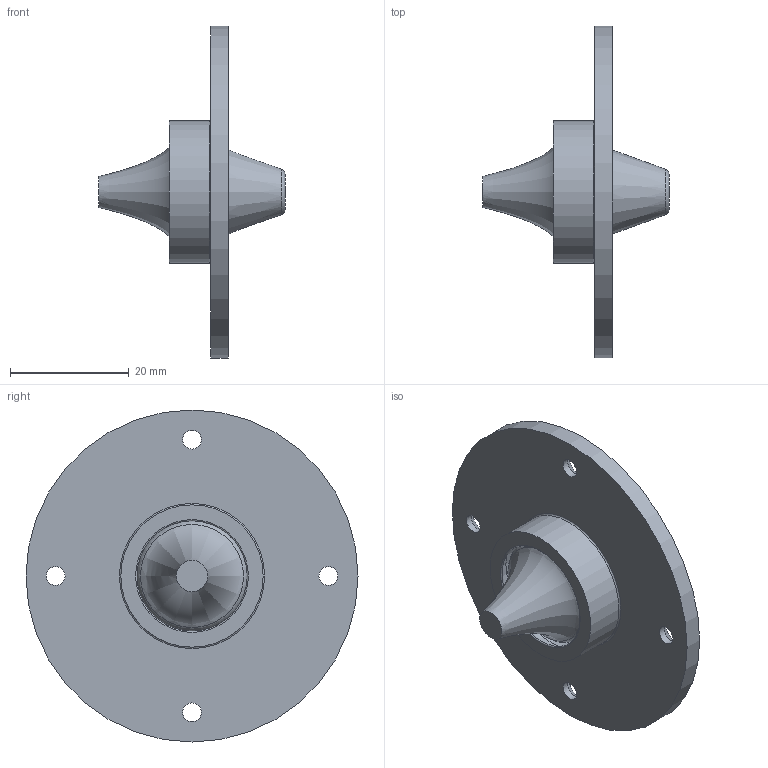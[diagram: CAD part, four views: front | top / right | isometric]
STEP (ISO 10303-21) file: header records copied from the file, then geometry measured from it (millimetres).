
FILE_DESCRIPTION(/* description */ (''),/* implementation_level */ '2;1');
FILE_NAME(/* name */ 'Aerospike.step',/* time_stamp */ '2021-12-10T11:08:30+01:00',/* author */ (''),/* organization */ (''),/* preprocessor_version */ 'ST-DEVELOPER v18.1',/* originating_system */ 'Autodesk Translation Framework v10.10.0.1391',/* authorisation */ '');
FILE_SCHEMA (('AUTOMOTIVE_DESIGN { 1 0 10303 214 3 1 1 }'));
Length unit declared in the file: millimetre
Products named in the file (3): Aerospike; Spike (1); Shroud (1)
Assembly tree (2 placements, depth 2):
  Aerospike
    Spike (1)
    Shroud (1)
Bounding box: 31.38 x 56 x 56 mm (x, y, z)
Volume: 10577.8 mm3; surface area: 7462.1 mm2
Topology: 1 solids, 1 shells, 38 faces, 131 edges, 86 vertices
Faces by surface type: plane 11, bspline 8, cylinder 7, torus 6, cone 5, sphere 1
Full cylindrical faces by diameter (mm): 3.2 x4, 21.6 x1, 24 x1, 56 x1
Entity records: 8487 total; most frequent: CARTESIAN_POINT 7277, ORIENTED_EDGE 262, DIRECTION 230, EDGE_CURVE 131, AXIS2_PLACEMENT_3D 103, VERTEX_POINT 86, CIRCLE 62, EDGE_LOOP 49
